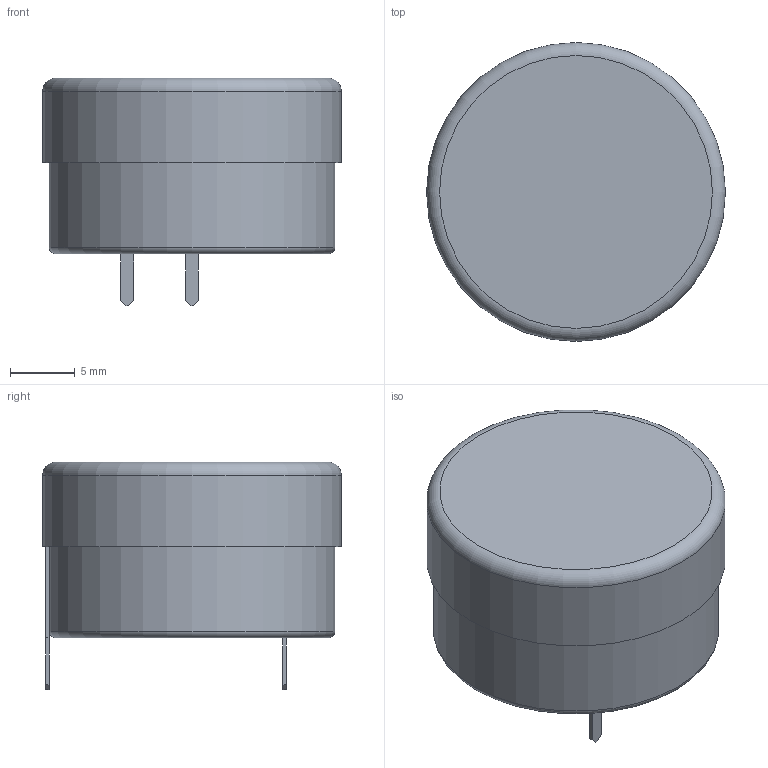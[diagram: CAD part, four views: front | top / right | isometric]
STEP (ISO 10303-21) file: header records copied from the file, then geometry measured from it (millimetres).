
FILE_DESCRIPTION(('FreeCAD Model'),'2;1');
FILE_NAME('Open CASCADE Shape Model','2023-08-24T10:50:42',(''),(''), 'Open CASCADE STEP processor 7.6','FreeCAD','Unknown');
FILE_SCHEMA(('AUTOMOTIVE_DESIGN { 1 0 10303 214 1 1 1 1 }'));
Length unit declared in the file: millimetre
Products named in the file (6): PMB3_6B; leg_positive_2; shrinkwrap; cells; leg_negative; cap
Assembly tree (5 placements, depth 2):
  PMB3_6B
    leg_positive_2
    shrinkwrap
    cells
    leg_negative
    cap
Bounding box: 23 x 23 x 17.5 mm (x, y, z)
Volume: 7871.3 mm3; surface area: 4500.9 mm2
Topology: 5 solids, 5 shells, 33 faces, 66 edges, 43 vertices
Faces by surface type: plane 26, cylinder 4, torus 3
Full cylindrical faces by diameter (mm): 18 x1, 20 x1, 22 x1, 23 x1
Entity records: 1000 total; most frequent: DIRECTION 158, CARTESIAN_POINT 148, ORIENTED_EDGE 132, EDGE_CURVE 66, AXIS2_PLACEMENT_3D 53, LINE 52, VECTOR 52, VERTEX_POINT 43
